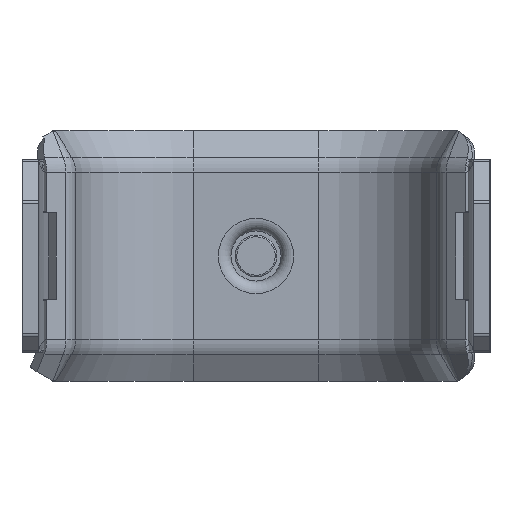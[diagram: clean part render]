
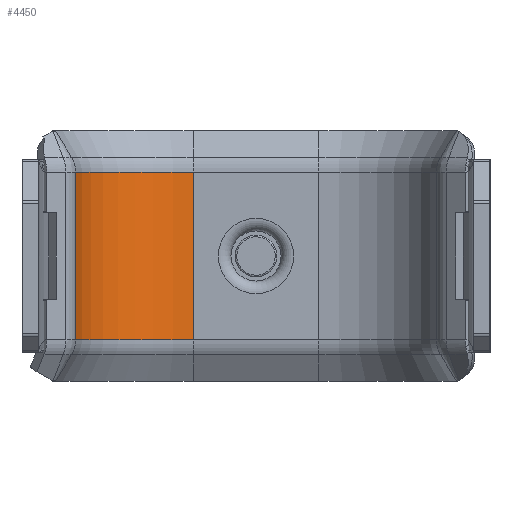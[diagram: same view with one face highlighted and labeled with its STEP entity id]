
A CAD part, front view. The second image highlights one B-rep face of the part: STEP entity #4450.
In plain terms, the highlighted cylindrical face has radius 14.411 mm (diameter 28.822 mm), a partial arc.
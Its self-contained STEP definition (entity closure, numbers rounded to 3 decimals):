
#491=FACE_OUTER_BOUND('',#763,.T.);
#763=EDGE_LOOP('',(#3749,#3750,#3751,#3752));
#1084=LINE('',#8891,#1448);
#1117=LINE('',#9390,#1481);
#1448=VECTOR('',#5729,10.);
#1481=VECTOR('',#5896,10.);
#1734=CIRCLE('',#4915,14.411);
#1735=CIRCLE('',#4917,14.411);
#2034=VERTEX_POINT('',#8888);
#2035=VERTEX_POINT('',#8890);
#2096=VERTEX_POINT('',#9385);
#2097=VERTEX_POINT('',#9389);
#2562=EDGE_CURVE('',#2035,#2034,#1084,.T.);
#2659=EDGE_CURVE('',#2097,#2096,#1117,.T.);
#2680=EDGE_CURVE('',#2034,#2096,#1734,.T.);
#2681=EDGE_CURVE('',#2035,#2097,#1735,.T.);
#3749=ORIENTED_EDGE('',*,*,#2562,.T.);
#3750=ORIENTED_EDGE('',*,*,#2680,.T.);
#3751=ORIENTED_EDGE('',*,*,#2659,.F.);
#3752=ORIENTED_EDGE('',*,*,#2681,.F.);
#4260=CYLINDRICAL_SURFACE('',#4916,14.411);
#4450=ADVANCED_FACE('',(#491),#4260,.F.);
#4915=AXIS2_PLACEMENT_3D('',#9454,#5950,#5951);
#4916=AXIS2_PLACEMENT_3D('',#9455,#5952,#5953);
#4917=AXIS2_PLACEMENT_3D('',#9456,#5954,#5955);
#5729=DIRECTION('',(-1.,0.,0.));
#5896=DIRECTION('',(-1.,0.,0.));
#5950=DIRECTION('center_axis',(-1.,0.,0.));
#5951=DIRECTION('ref_axis',(0.,0.766,-0.643));
#5952=DIRECTION('center_axis',(-1.,0.,0.));
#5953=DIRECTION('ref_axis',(0.,0.462,0.887));
#5954=DIRECTION('center_axis',(-1.,0.,0.));
#5955=DIRECTION('ref_axis',(0.,0.766,-0.643));
#8888=CARTESIAN_POINT('',(-25.025,-10.809,-34.662));
#8890=CARTESIAN_POINT('',(-4.975,-10.809,-34.662));
#8891=CARTESIAN_POINT('',(-25.025,-10.809,-34.662));
#9385=CARTESIAN_POINT('',(-25.025,-28.506,-38.179));
#9389=CARTESIAN_POINT('',(-4.975,-28.506,-38.179));
#9390=CARTESIAN_POINT('',(-25.025,-28.506,-38.179));
#9454=CARTESIAN_POINT('Origin',(-25.025,-21.848,-25.398));
#9455=CARTESIAN_POINT('Origin',(-15.,-21.848,-25.398));
#9456=CARTESIAN_POINT('Origin',(-4.975,-21.848,-25.398));
